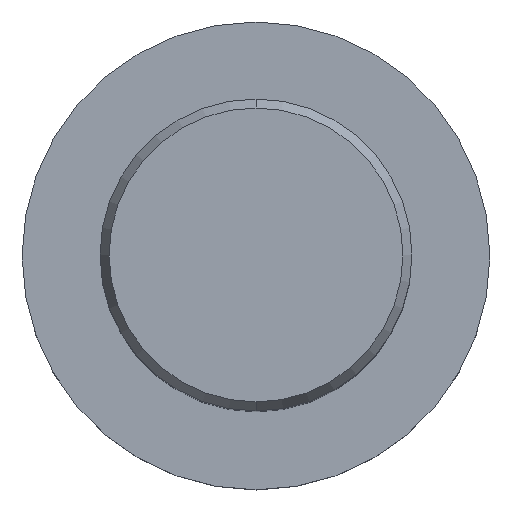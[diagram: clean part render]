
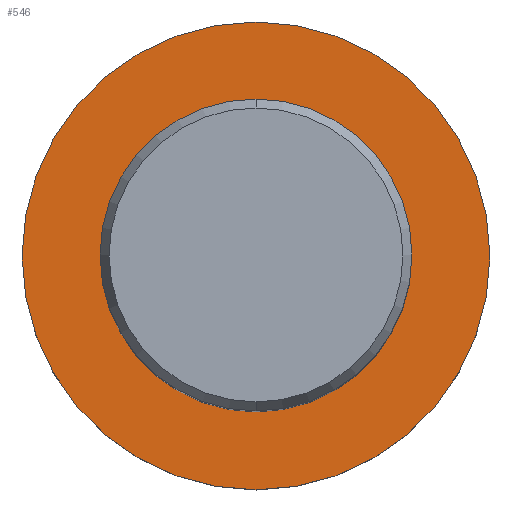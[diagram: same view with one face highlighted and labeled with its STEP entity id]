
A CAD part, top view. The second image highlights one B-rep face of the part: STEP entity #546.
In plain terms, the highlighted planar face has unit normal (0, 0, 1).
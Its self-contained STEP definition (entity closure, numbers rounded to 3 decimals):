
#214=VERTEX_POINT('',#579);
#258=EDGE_CURVE('',#310,#498,#628,.T.);
#310=VERTEX_POINT('',#688);
#338=EDGE_CURVE('',#498,#310,#718,.T.);
#454=EDGE_CURVE('',#536,#214,#847,.T.);
#498=VERTEX_POINT('',#894);
#522=EDGE_CURVE('',#214,#536,#920,.T.);
#536=VERTEX_POINT('',#934);
#546=ADVANCED_FACE('',(#944,#945),#946,.T.);
#579=CARTESIAN_POINT('',(0.0,20.0,-70.0));
#628=CIRCLE('',#1060,30.0);
#688=CARTESIAN_POINT('',(0.,-30.0,-70.0));
#718=CIRCLE('',#1241,30.0);
#847=CIRCLE('',#1549,20.0);
#894=CARTESIAN_POINT('',(0.0,30.0,-70.0));
#920=CIRCLE('',#1696,20.0);
#934=CARTESIAN_POINT('',(0.,-20.0,-70.0));
#944=FACE_BOUND('',#1726,.T.);
#945=FACE_OUTER_BOUND('',#1727,.T.);
#946=PLANE('',#1728);
#1060=AXIS2_PLACEMENT_3D('',#1799,#1800,#1801);
#1241=AXIS2_PLACEMENT_3D('',#1936,#1937,#1938);
#1549=AXIS2_PLACEMENT_3D('',#2088,#2089,#2090);
#1696=AXIS2_PLACEMENT_3D('',#2160,#2161,#2162);
#1726=EDGE_LOOP('',(#2177,#2178));
#1727=EDGE_LOOP('',(#2179,#2180));
#1728=AXIS2_PLACEMENT_3D('',#2181,#2182,#2183);
#1799=CARTESIAN_POINT('',(0.0,0.0,-70.0));
#1800=DIRECTION('',(0.0,0.0,-1.0));
#1801=DIRECTION('',(0.0,1.0,0.0));
#1936=CARTESIAN_POINT('',(0.0,0.0,-70.0));
#1937=DIRECTION('',(0.0,0.0,-1.0));
#1938=DIRECTION('',(0.0,1.0,0.0));
#2088=CARTESIAN_POINT('',(0.0,0.0,-70.0));
#2089=DIRECTION('',(-0.0,0.0,-1.0));
#2090=DIRECTION('',(0.0,1.0,0.0));
#2160=CARTESIAN_POINT('',(0.0,0.0,-70.0));
#2161=DIRECTION('',(-0.0,0.0,-1.0));
#2162=DIRECTION('',(0.0,1.0,0.0));
#2177=ORIENTED_EDGE('',*,*,#522,.T.);
#2178=ORIENTED_EDGE('',*,*,#454,.T.);
#2179=ORIENTED_EDGE('',*,*,#338,.F.);
#2180=ORIENTED_EDGE('',*,*,#258,.F.);
#2181=CARTESIAN_POINT('',(0.0,15.0,-70.0));
#2182=DIRECTION('',(-0.0,0.0,1.0));
#2183=DIRECTION('',(0.0,-1.0,0.0));
